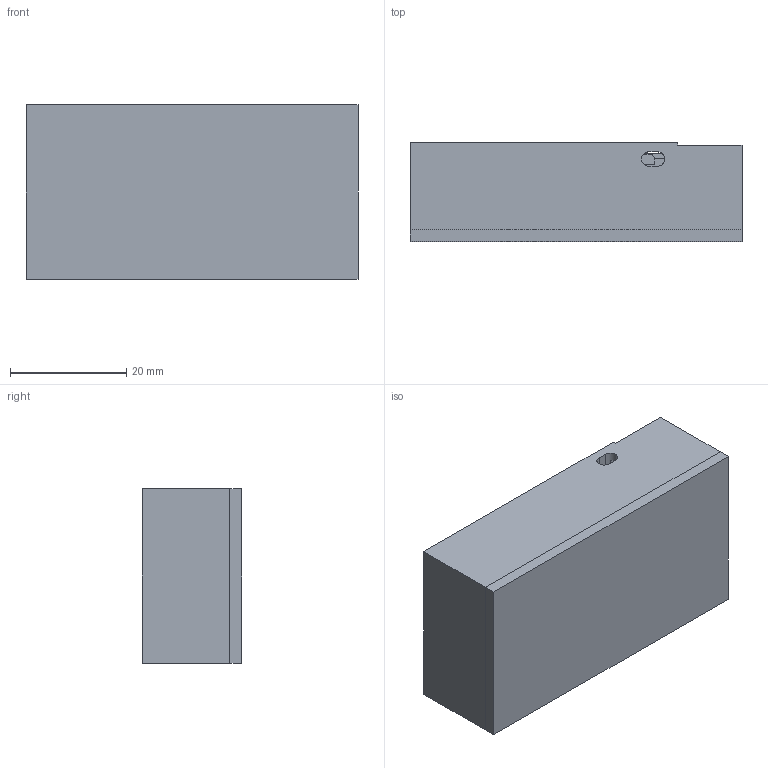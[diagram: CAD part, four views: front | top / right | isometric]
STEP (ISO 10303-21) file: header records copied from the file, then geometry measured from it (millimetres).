
FILE_DESCRIPTION (( 'STEP AP214' ), '1' );
FILE_NAME ('TTGO_T.STEP', '2020-01-26T22:34:52', ( '' ), ( '' ), 'SwSTEP 2.0', 'SolidWorks 2020', '' );
FILE_SCHEMA (( 'AUTOMOTIVE_DESIGN' ));
Length unit declared in the file: millimetre
Products named in the file (4): TTGO_T_Display_ESP32; BottomCover^TTGO_T; FrontCover^TTGO_T; TTGO_T
Assembly tree (3 placements, depth 2):
  TTGO_T
    TTGO_T_Display_ESP32
    FrontCover^TTGO_T
    BottomCover^TTGO_T
Bounding box: 57 x 17 x 30 mm (x, y, z)
Volume: 15532 mm3; surface area: 16069.5 mm2
Topology: 3 solids, 3 shells, 174 faces, 467 edges, 309 vertices
Faces by surface type: plane 145, cylinder 25, cone 4
Entity records: 5701 total; most frequent: CARTESIAN_POINT 956, ORIENTED_EDGE 934, DIRECTION 892, EDGE_CURVE 467, VECTOR 402, LINE 402, VERTEX_POINT 309, AXIS2_PLACEMENT_3D 245
